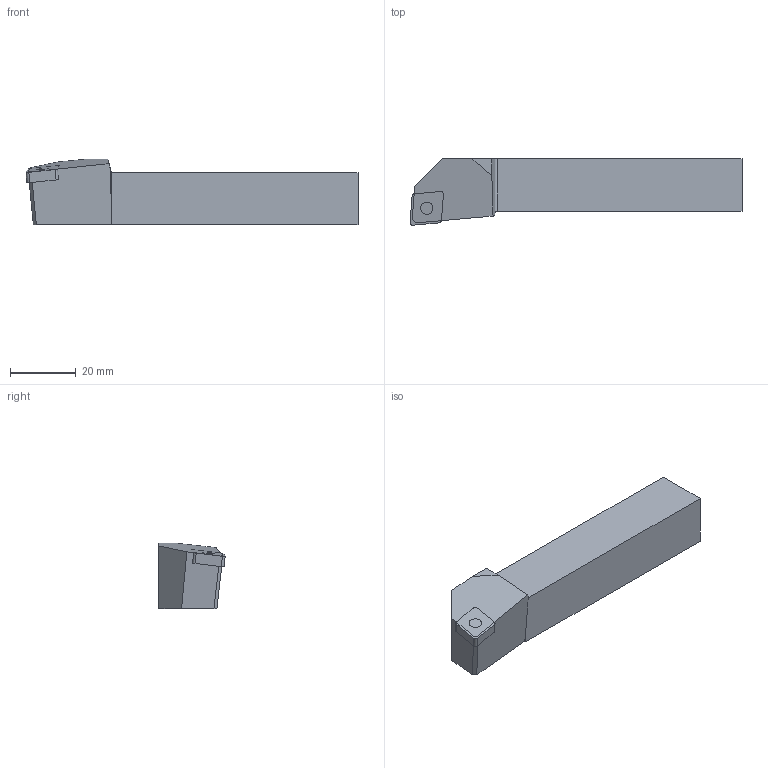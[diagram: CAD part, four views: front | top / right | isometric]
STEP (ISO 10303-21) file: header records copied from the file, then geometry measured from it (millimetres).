
FILE_DESCRIPTION(/* description */ (''),/* implementation_level */ '2;1');
FILE_NAME(/* name */ 'DCLNR1616H09_SIM.stp',/* time_stamp */ '2022-01-11T10:19:47+01:00',/* author */ (''),/* organization */ (''),/* preprocessor_version */ 'ST-DEVELOPER v16.7',/* originating_system */ 'SIEMENS PLM Software NX 12.0',/* authorisation */ '');
FILE_SCHEMA (('AUTOMOTIVE_DESIGN { 1 0 10303 214 3 1 1 1 }'));
Length unit declared in the file: millimetre
Products named in the file (1): model1
Bounding box: 100.99 x 20.19 x 20 mm (x, y, z)
Volume: 26403.9 mm3; surface area: 7296.1 mm2
Topology: 2 solids, 2 shells, 26 faces, 65 edges, 43 vertices
Faces by surface type: plane 20, cylinder 6
Full cylindrical faces by diameter (mm): 3.81 x1
Entity records: 803 total; most frequent: CARTESIAN_POINT 134, DIRECTION 131, ORIENTED_EDGE 128, EDGE_CURVE 64, LINE 51, VECTOR 51, VERTEX_POINT 43, AXIS2_PLACEMENT_3D 40
